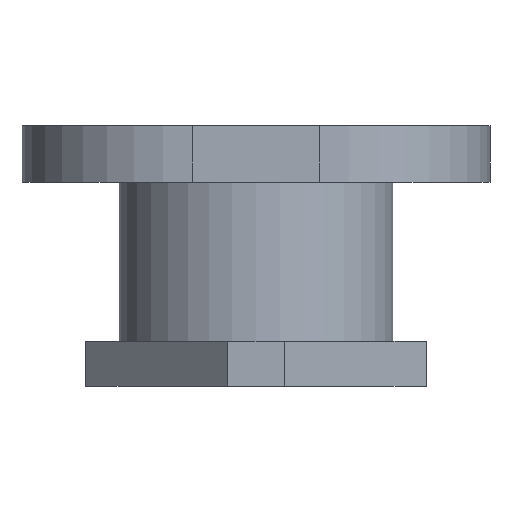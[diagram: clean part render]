
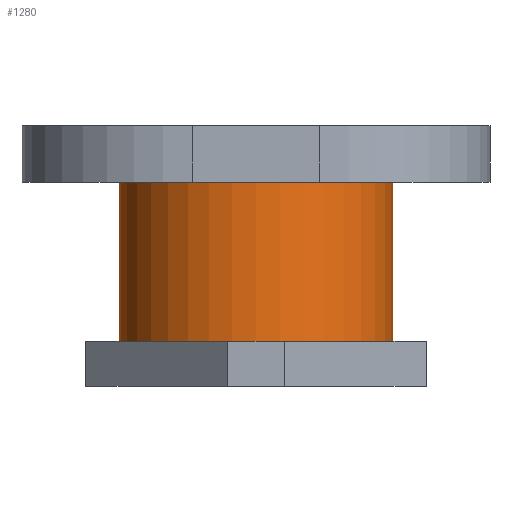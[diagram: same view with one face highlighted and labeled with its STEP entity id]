
A CAD part, left-side view. The second image highlights one B-rep face of the part: STEP entity #1280.
In plain terms, the highlighted cylindrical face has radius 24.15 mm (diameter 48.3 mm), a full revolution.
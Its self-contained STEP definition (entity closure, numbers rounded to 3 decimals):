
#10 = FACE_OUTER_BOUND ( 'NONE', #376, .T. ) ;
#167 = VERTEX_POINT ( 'NONE', #892 ) ;
#170 = VERTEX_POINT ( 'NONE', #890 ) ;
#182 = EDGE_LOOP ( 'NONE', ( #495 ) ) ;
#271 = ORIENTED_EDGE ( 'NONE', *, *, #1243, .F. ) ;
#376 = EDGE_LOOP ( 'NONE', ( #271 ) ) ;
#398 = CYLINDRICAL_SURFACE ( 'NONE', #1396, 24.15 ) ;
#400 = FACE_OUTER_BOUND ( 'NONE', #182, .T. ) ;
#495 = ORIENTED_EDGE ( 'NONE', *, *, #1232, .T. ) ;
#544 = DIRECTION ( 'NONE',  ( 1., 0., 0. ) ) ;
#551 = CARTESIAN_POINT ( 'NONE',  ( 0., 0., 28. ) ) ;
#558 = DIRECTION ( 'NONE',  ( 0., 0., 1. ) ) ;
#580 = DIRECTION ( 'NONE',  ( 1., 0., 0. ) ) ;
#584 = CARTESIAN_POINT ( 'NONE',  ( 0., 0., 0. ) ) ;
#585 = DIRECTION ( 'NONE',  ( 0., 0., 1. ) ) ;
#833 = DIRECTION ( 'NONE',  ( 0., 0., -1. ) ) ;
#890 = CARTESIAN_POINT ( 'NONE',  ( 24.15, 0., 0. ) ) ;
#892 = CARTESIAN_POINT ( 'NONE',  ( 24.15, 0., 28. ) ) ;
#893 = DIRECTION ( 'NONE',  ( -1., 0., 0. ) ) ;
#965 = CARTESIAN_POINT ( 'NONE',  ( 0., 0., 28. ) ) ;
#1232 = EDGE_CURVE ( 'NONE', #170, #170, #1381, .T. ) ;
#1243 = EDGE_CURVE ( 'NONE', #167, #167, #1398, .T. ) ;
#1280 = ADVANCED_FACE ( 'NONE', ( #10, #400 ), #398, .T. ) ;
#1346 = AXIS2_PLACEMENT_3D ( 'NONE', #584, #585, #580 ) ;
#1381 = CIRCLE ( 'NONE', #1346, 24.15 ) ;
#1384 = AXIS2_PLACEMENT_3D ( 'NONE', #551, #558, #544 ) ;
#1396 = AXIS2_PLACEMENT_3D ( 'NONE', #965, #833, #893 ) ;
#1398 = CIRCLE ( 'NONE', #1384, 24.15 ) ;
